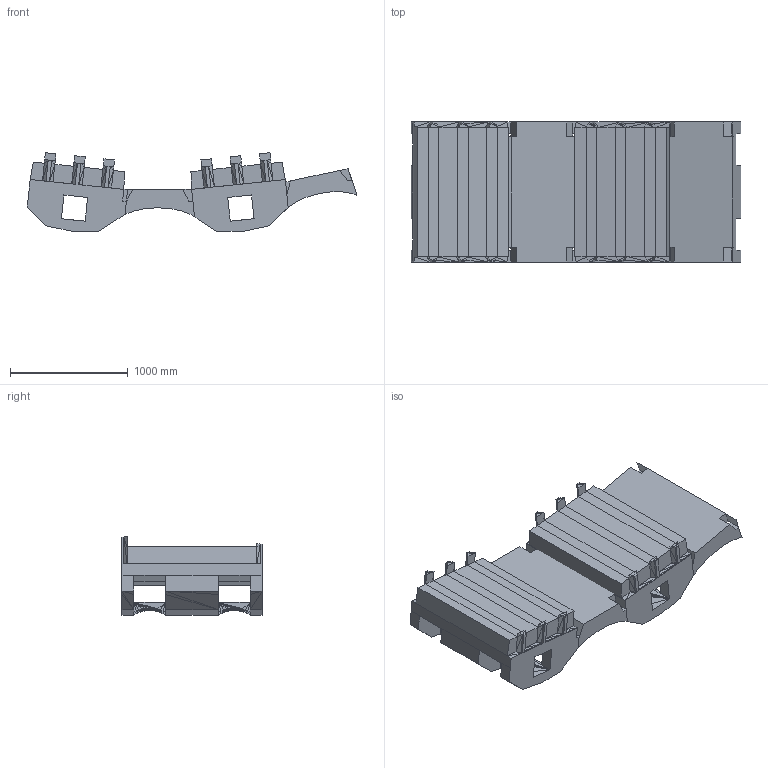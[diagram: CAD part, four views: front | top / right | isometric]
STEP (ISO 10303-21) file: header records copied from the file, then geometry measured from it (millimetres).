
FILE_DESCRIPTION(/* description */ (''),/* implementation_level */ '2;1');
FILE_NAME(/* name */ 'simple_stator_bar_unit3b_ v1.step',/* time_stamp */ '2024-05-13T16:54:32+08:00',/* author */ (''),/* organization */ (''),/* preprocessor_version */ 'ST-DEVELOPER v20',/* originating_system */ 'Autodesk Translation Framework v12.20.1.177',/* authorisation */ '');
FILE_SCHEMA (('AUTOMOTIVE_DESIGN { 1 0 10303 214 3 1 1 }'));
Length unit declared in the file: millimetre
Products named in the file (1): simple_stator_bar_unit3b_v3
Bounding box: 2798.7 x 1190 x 667.88 mm (x, y, z)
Volume: 868927113.9 mm3; surface area: 14435760.4 mm2
Topology: 4 solids, 4 shells, 1182 faces, 2210 edges, 998 vertices
Faces by surface type: plane 1182
Entity records: 26980 total; most frequent: DIRECTION 4576, ORIENTED_EDGE 4420, CARTESIAN_POINT 4391, LINE 2210, VECTOR 2210, EDGE_CURVE 2210, EDGE_LOOP 1186, AXIS2_PLACEMENT_3D 1183
